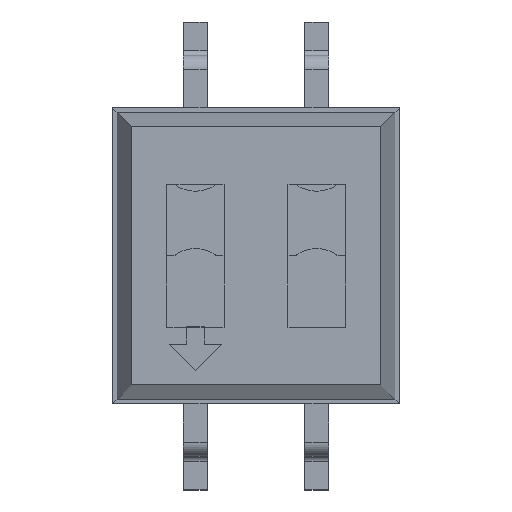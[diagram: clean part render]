
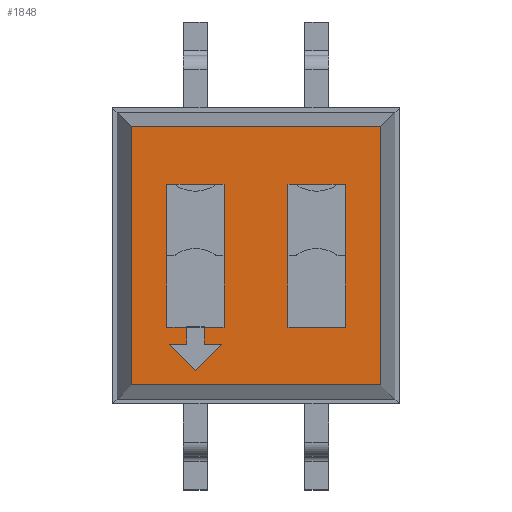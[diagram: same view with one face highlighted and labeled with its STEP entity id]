
A CAD part, top view. The second image highlights one B-rep face of the part: STEP entity #1848.
In plain terms, the highlighted planar face has unit normal (0, 0, 1).
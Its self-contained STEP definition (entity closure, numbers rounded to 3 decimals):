
#1084 = VERTEX_POINT('',#1085);
#1085 = CARTESIAN_POINT('',(-2.612,2.702,3.15));
#1090 = EDGE_CURVE('',#1091,#1084,#1093,.T.);
#1091 = VERTEX_POINT('',#1092);
#1092 = CARTESIAN_POINT('',(2.612,2.702,3.15));
#1093 = LINE('',#1094,#1095);
#1094 = CARTESIAN_POINT('',(2.612,2.702,3.15));
#1095 = VECTOR('',#1096,1.);
#1096 = DIRECTION('',(-1.,0.,0.));
#1808 = VERTEX_POINT('',#1809);
#1809 = CARTESIAN_POINT('',(-2.612,-2.702,3.15));
#1814 = EDGE_CURVE('',#1084,#1808,#1815,.T.);
#1815 = LINE('',#1816,#1817);
#1816 = CARTESIAN_POINT('',(-2.612,2.702,3.15));
#1817 = VECTOR('',#1818,1.);
#1818 = DIRECTION('',(0.,-1.,0.));
#1831 = EDGE_CURVE('',#1832,#1091,#1834,.T.);
#1832 = VERTEX_POINT('',#1833);
#1833 = CARTESIAN_POINT('',(2.612,-2.702,3.15));
#1834 = LINE('',#1835,#1836);
#1835 = CARTESIAN_POINT('',(2.612,-2.702,3.15));
#1836 = VECTOR('',#1837,1.);
#1837 = DIRECTION('',(0.,1.,0.));
#1848 = ADVANCED_FACE('',(#1849,#1860,#1926),#2048,.F.);
#1849 = FACE_BOUND('',#1850,.F.);
#1850 = EDGE_LOOP('',(#1851,#1852,#1853,#1859));
#1851 = ORIENTED_EDGE('',*,*,#1090,.F.);
#1852 = ORIENTED_EDGE('',*,*,#1831,.F.);
#1853 = ORIENTED_EDGE('',*,*,#1854,.F.);
#1854 = EDGE_CURVE('',#1808,#1832,#1855,.T.);
#1855 = LINE('',#1856,#1857);
#1856 = CARTESIAN_POINT('',(-2.612,-2.702,3.15));
#1857 = VECTOR('',#1858,1.);
#1858 = DIRECTION('',(1.,0.,0.));
#1859 = ORIENTED_EDGE('',*,*,#1814,.F.);
#1860 = FACE_BOUND('',#1861,.F.);
#1861 = EDGE_LOOP('',(#1862,#1872,#1880,#1888,#1896,#1904,#1912,#1920));
#1862 = ORIENTED_EDGE('',*,*,#1863,.T.);
#1863 = EDGE_CURVE('',#1864,#1866,#1868,.T.);
#1864 = VERTEX_POINT('',#1865);
#1865 = CARTESIAN_POINT('',(1.87,-1.5,3.15));
#1866 = VERTEX_POINT('',#1867);
#1867 = CARTESIAN_POINT('',(1.87,0.,3.15));
#1868 = LINE('',#1869,#1870);
#1869 = CARTESIAN_POINT('',(1.87,-1.5,3.15));
#1870 = VECTOR('',#1871,1.);
#1871 = DIRECTION('',(0.,1.,0.));
#1872 = ORIENTED_EDGE('',*,*,#1873,.T.);
#1873 = EDGE_CURVE('',#1866,#1874,#1876,.T.);
#1874 = VERTEX_POINT('',#1875);
#1875 = CARTESIAN_POINT('',(1.87,1.5,3.15));
#1876 = LINE('',#1877,#1878);
#1877 = CARTESIAN_POINT('',(1.87,-1.5,3.15));
#1878 = VECTOR('',#1879,1.);
#1879 = DIRECTION('',(0.,1.,0.));
#1880 = ORIENTED_EDGE('',*,*,#1881,.T.);
#1881 = EDGE_CURVE('',#1874,#1882,#1884,.T.);
#1882 = VERTEX_POINT('',#1883);
#1883 = CARTESIAN_POINT('',(1.72,1.5,3.15));
#1884 = LINE('',#1885,#1886);
#1885 = CARTESIAN_POINT('',(1.87,1.5,3.15));
#1886 = VECTOR('',#1887,1.);
#1887 = DIRECTION('',(-1.,0.,0.));
#1888 = ORIENTED_EDGE('',*,*,#1889,.T.);
#1889 = EDGE_CURVE('',#1882,#1890,#1892,.T.);
#1890 = VERTEX_POINT('',#1891);
#1891 = CARTESIAN_POINT('',(0.82,1.5,3.15));
#1892 = LINE('',#1893,#1894);
#1893 = CARTESIAN_POINT('',(1.87,1.5,3.15));
#1894 = VECTOR('',#1895,1.);
#1895 = DIRECTION('',(-1.,0.,0.));
#1896 = ORIENTED_EDGE('',*,*,#1897,.T.);
#1897 = EDGE_CURVE('',#1890,#1898,#1900,.T.);
#1898 = VERTEX_POINT('',#1899);
#1899 = CARTESIAN_POINT('',(0.67,1.5,3.15));
#1900 = LINE('',#1901,#1902);
#1901 = CARTESIAN_POINT('',(1.87,1.5,3.15));
#1902 = VECTOR('',#1903,1.);
#1903 = DIRECTION('',(-1.,0.,0.));
#1904 = ORIENTED_EDGE('',*,*,#1905,.T.);
#1905 = EDGE_CURVE('',#1898,#1906,#1908,.T.);
#1906 = VERTEX_POINT('',#1907);
#1907 = CARTESIAN_POINT('',(0.67,0.,3.15));
#1908 = LINE('',#1909,#1910);
#1909 = CARTESIAN_POINT('',(0.67,1.5,3.15));
#1910 = VECTOR('',#1911,1.);
#1911 = DIRECTION('',(0.,-1.,0.));
#1912 = ORIENTED_EDGE('',*,*,#1913,.T.);
#1913 = EDGE_CURVE('',#1906,#1914,#1916,.T.);
#1914 = VERTEX_POINT('',#1915);
#1915 = CARTESIAN_POINT('',(0.67,-1.5,3.15));
#1916 = LINE('',#1917,#1918);
#1917 = CARTESIAN_POINT('',(0.67,1.5,3.15));
#1918 = VECTOR('',#1919,1.);
#1919 = DIRECTION('',(0.,-1.,0.));
#1920 = ORIENTED_EDGE('',*,*,#1921,.T.);
#1921 = EDGE_CURVE('',#1914,#1864,#1922,.T.);
#1922 = LINE('',#1923,#1924);
#1923 = CARTESIAN_POINT('',(0.67,-1.5,3.15));
#1924 = VECTOR('',#1925,1.);
#1925 = DIRECTION('',(1.,0.,0.));
#1926 = FACE_BOUND('',#1927,.F.);
#1927 = EDGE_LOOP('',(#1928,#1938,#1946,#1954,#1962,#1970,#1978,#1986,
#1994,#2002,#2010,#2018,#2026,#2034,#2042));
#1928 = ORIENTED_EDGE('',*,*,#1929,.T.);
#1929 = EDGE_CURVE('',#1930,#1932,#1934,.T.);
#1930 = VERTEX_POINT('',#1931);
#1931 = CARTESIAN_POINT('',(-1.087,-1.5,3.15));
#1932 = VERTEX_POINT('',#1933);
#1933 = CARTESIAN_POINT('',(-0.67,-1.5,3.15));
#1934 = LINE('',#1935,#1936);
#1935 = CARTESIAN_POINT('',(-1.87,-1.5,3.15));
#1936 = VECTOR('',#1937,1.);
#1937 = DIRECTION('',(1.,0.,0.));
#1938 = ORIENTED_EDGE('',*,*,#1939,.T.);
#1939 = EDGE_CURVE('',#1932,#1940,#1942,.T.);
#1940 = VERTEX_POINT('',#1941);
#1941 = CARTESIAN_POINT('',(-0.67,0.,3.15));
#1942 = LINE('',#1943,#1944);
#1943 = CARTESIAN_POINT('',(-0.67,-1.5,3.15));
#1944 = VECTOR('',#1945,1.);
#1945 = DIRECTION('',(0.,1.,0.));
#1946 = ORIENTED_EDGE('',*,*,#1947,.T.);
#1947 = EDGE_CURVE('',#1940,#1948,#1950,.T.);
#1948 = VERTEX_POINT('',#1949);
#1949 = CARTESIAN_POINT('',(-0.67,1.5,3.15));
#1950 = LINE('',#1951,#1952);
#1951 = CARTESIAN_POINT('',(-0.67,-1.5,3.15));
#1952 = VECTOR('',#1953,1.);
#1953 = DIRECTION('',(0.,1.,0.));
#1954 = ORIENTED_EDGE('',*,*,#1955,.T.);
#1955 = EDGE_CURVE('',#1948,#1956,#1958,.T.);
#1956 = VERTEX_POINT('',#1957);
#1957 = CARTESIAN_POINT('',(-0.82,1.5,3.15));
#1958 = LINE('',#1959,#1960);
#1959 = CARTESIAN_POINT('',(-0.67,1.5,3.15));
#1960 = VECTOR('',#1961,1.);
#1961 = DIRECTION('',(-1.,0.,0.));
#1962 = ORIENTED_EDGE('',*,*,#1963,.T.);
#1963 = EDGE_CURVE('',#1956,#1964,#1966,.T.);
#1964 = VERTEX_POINT('',#1965);
#1965 = CARTESIAN_POINT('',(-1.72,1.5,3.15));
#1966 = LINE('',#1967,#1968);
#1967 = CARTESIAN_POINT('',(-0.67,1.5,3.15));
#1968 = VECTOR('',#1969,1.);
#1969 = DIRECTION('',(-1.,0.,0.));
#1970 = ORIENTED_EDGE('',*,*,#1971,.T.);
#1971 = EDGE_CURVE('',#1964,#1972,#1974,.T.);
#1972 = VERTEX_POINT('',#1973);
#1973 = CARTESIAN_POINT('',(-1.87,1.5,3.15));
#1974 = LINE('',#1975,#1976);
#1975 = CARTESIAN_POINT('',(-0.67,1.5,3.15));
#1976 = VECTOR('',#1977,1.);
#1977 = DIRECTION('',(-1.,0.,0.));
#1978 = ORIENTED_EDGE('',*,*,#1979,.T.);
#1979 = EDGE_CURVE('',#1972,#1980,#1982,.T.);
#1980 = VERTEX_POINT('',#1981);
#1981 = CARTESIAN_POINT('',(-1.87,0.,3.15));
#1982 = LINE('',#1983,#1984);
#1983 = CARTESIAN_POINT('',(-1.87,1.5,3.15));
#1984 = VECTOR('',#1985,1.);
#1985 = DIRECTION('',(0.,-1.,0.));
#1986 = ORIENTED_EDGE('',*,*,#1987,.T.);
#1987 = EDGE_CURVE('',#1980,#1988,#1990,.T.);
#1988 = VERTEX_POINT('',#1989);
#1989 = CARTESIAN_POINT('',(-1.87,-1.5,3.15));
#1990 = LINE('',#1991,#1992);
#1991 = CARTESIAN_POINT('',(-1.87,1.5,3.15));
#1992 = VECTOR('',#1993,1.);
#1993 = DIRECTION('',(0.,-1.,0.));
#1994 = ORIENTED_EDGE('',*,*,#1995,.T.);
#1995 = EDGE_CURVE('',#1988,#1996,#1998,.T.);
#1996 = VERTEX_POINT('',#1997);
#1997 = CARTESIAN_POINT('',(-1.453,-1.5,3.15));
#1998 = LINE('',#1999,#2000);
#1999 = CARTESIAN_POINT('',(-1.87,-1.5,3.15));
#2000 = VECTOR('',#2001,1.);
#2001 = DIRECTION('',(1.,0.,0.));
#2002 = ORIENTED_EDGE('',*,*,#2003,.T.);
#2003 = EDGE_CURVE('',#1996,#2004,#2006,.T.);
#2004 = VERTEX_POINT('',#2005);
#2005 = CARTESIAN_POINT('',(-1.453,-1.852,3.15));
#2006 = LINE('',#2007,#2008);
#2007 = CARTESIAN_POINT('',(-1.453,-1.486,3.15));
#2008 = VECTOR('',#2009,1.);
#2009 = DIRECTION('',(0.,-1.,0.));
#2010 = ORIENTED_EDGE('',*,*,#2011,.T.);
#2011 = EDGE_CURVE('',#2004,#2012,#2014,.T.);
#2012 = VERTEX_POINT('',#2013);
#2013 = CARTESIAN_POINT('',(-1.82,-1.852,3.15));
#2014 = LINE('',#2015,#2016);
#2015 = CARTESIAN_POINT('',(-1.453,-1.852,3.15));
#2016 = VECTOR('',#2017,1.);
#2017 = DIRECTION('',(-1.,0.,0.));
#2018 = ORIENTED_EDGE('',*,*,#2019,.T.);
#2019 = EDGE_CURVE('',#2012,#2020,#2022,.T.);
#2020 = VERTEX_POINT('',#2021);
#2021 = CARTESIAN_POINT('',(-1.27,-2.402,3.15));
#2022 = LINE('',#2023,#2024);
#2023 = CARTESIAN_POINT('',(-1.82,-1.852,3.15));
#2024 = VECTOR('',#2025,1.);
#2025 = DIRECTION('',(0.707,-0.707,0.));
#2026 = ORIENTED_EDGE('',*,*,#2027,.T.);
#2027 = EDGE_CURVE('',#2020,#2028,#2030,.T.);
#2028 = VERTEX_POINT('',#2029);
#2029 = CARTESIAN_POINT('',(-0.72,-1.852,3.15));
#2030 = LINE('',#2031,#2032);
#2031 = CARTESIAN_POINT('',(-1.27,-2.402,3.15));
#2032 = VECTOR('',#2033,1.);
#2033 = DIRECTION('',(0.707,0.707,0.));
#2034 = ORIENTED_EDGE('',*,*,#2035,.T.);
#2035 = EDGE_CURVE('',#2028,#2036,#2038,.T.);
#2036 = VERTEX_POINT('',#2037);
#2037 = CARTESIAN_POINT('',(-1.087,-1.852,3.15));
#2038 = LINE('',#2039,#2040);
#2039 = CARTESIAN_POINT('',(-0.72,-1.852,3.15));
#2040 = VECTOR('',#2041,1.);
#2041 = DIRECTION('',(-1.,0.,0.));
#2042 = ORIENTED_EDGE('',*,*,#2043,.T.);
#2043 = EDGE_CURVE('',#2036,#1930,#2044,.T.);
#2044 = LINE('',#2045,#2046);
#2045 = CARTESIAN_POINT('',(-1.087,-1.852,3.15));
#2046 = VECTOR('',#2047,1.);
#2047 = DIRECTION('',(0.,1.,0.));
#2048 = PLANE('',#2049);
#2049 = AXIS2_PLACEMENT_3D('',#2050,#2051,#2052);
#2050 = CARTESIAN_POINT('',(2.612,2.702,3.15));
#2051 = DIRECTION('',(-0.,0.,-1.));
#2052 = DIRECTION('',(-0.695,-0.719,0.));
